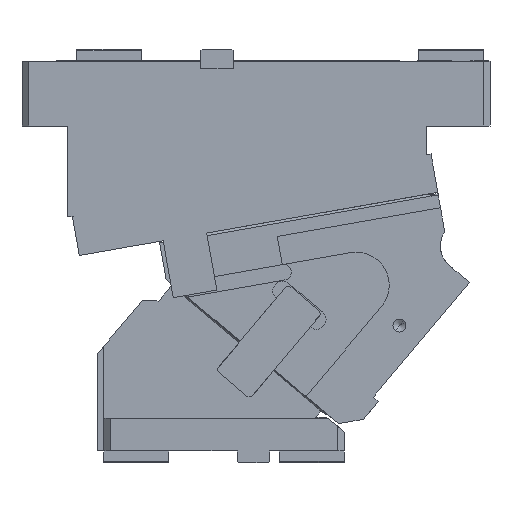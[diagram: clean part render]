
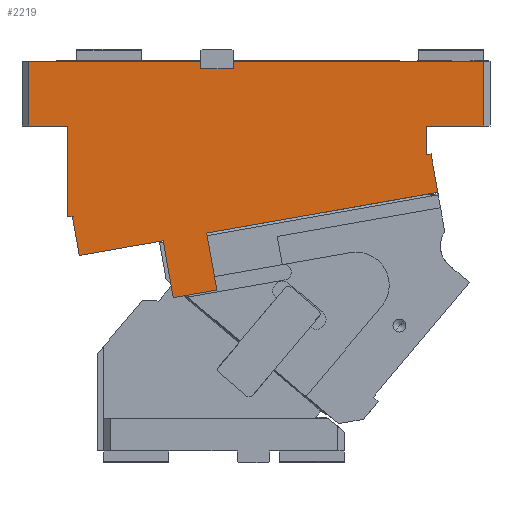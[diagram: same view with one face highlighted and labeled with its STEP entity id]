
A CAD part, front view. The second image highlights one B-rep face of the part: STEP entity #2219.
In plain terms, the highlighted planar face has unit normal (0, -1, 0).
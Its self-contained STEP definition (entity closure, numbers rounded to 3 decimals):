
#256=CARTESIAN_POINT('Vertex',(319.854,-82.5,-101.016)) ;
#259=CARTESIAN_POINT('Line Origine',(230.975,-82.5,-116.688)) ;
#263=CARTESIAN_POINT('Vertex',(142.096,-82.5,-132.359)) ;
#284=CARTESIAN_POINT('Vertex',(108.613,-82.5,-138.264)) ;
#287=CARTESIAN_POINT('Line Origine',(76.36,-82.5,-143.95)) ;
#291=CARTESIAN_POINT('Vertex',(44.108,-82.5,-149.637)) ;
#459=CARTESIAN_POINT('Vertex',(38.899,-82.5,-120.093)) ;
#467=CARTESIAN_POINT('Line Origine',(41.503,-82.5,-134.865)) ;
#526=CARTESIAN_POINT('Line Origine',(39.163,-82.5,-120.047)) ;
#530=CARTESIAN_POINT('Vertex',(39.427,-82.5,-120.)) ;
#929=CARTESIAN_POINT('Vertex',(35.,-82.5,-50.)) ;
#932=CARTESIAN_POINT('Line Origine',(20.,-82.5,-50.)) ;
#936=CARTESIAN_POINT('Vertex',(5.,-82.5,-50.)) ;
#1111=CARTESIAN_POINT('Vertex',(5.,-82.5,0.)) ;
#1114=CARTESIAN_POINT('Line Origine',(71.25,-82.5,0.)) ;
#1118=CARTESIAN_POINT('Vertex',(137.5,-82.5,0.)) ;
#1460=CARTESIAN_POINT('Vertex',(355.,-82.5,0.)) ;
#1638=CARTESIAN_POINT('Vertex',(162.5,-82.5,0.)) ;
#1641=CARTESIAN_POINT('Line Origine',(258.75,-82.5,0.)) ;
#1775=CARTESIAN_POINT('Vertex',(355.,-82.5,-50.)) ;
#1778=CARTESIAN_POINT('Line Origine',(333.,-82.5,-50.)) ;
#1782=CARTESIAN_POINT('Vertex',(311.,-82.5,-50.)) ;
#1865=CARTESIAN_POINT('Line Origine',(311.,-82.5,-61.057)) ;
#1869=CARTESIAN_POINT('Vertex',(311.,-82.5,-72.114)) ;
#2103=CARTESIAN_POINT('Vertex',(314.645,-82.5,-71.472)) ;
#2106=CARTESIAN_POINT('Line Origine',(317.249,-82.5,-86.244)) ;
#2118=CARTESIAN_POINT('Axis2P3D Location',(0.,-82.5,0.)) ;
#2123=CARTESIAN_POINT('Line Origine',(145.96,-82.5,-154.271)) ;
#2127=CARTESIAN_POINT('Vertex',(149.824,-82.5,-176.183)) ;
#2130=CARTESIAN_POINT('Line Origine',(312.822,-82.5,-71.793)) ;
#2135=CARTESIAN_POINT('Line Origine',(355.,-82.5,-25.)) ;
#2140=CARTESIAN_POINT('Line Origine',(162.5,-82.5,-3.)) ;
#2144=CARTESIAN_POINT('Vertex',(162.5,-82.5,-6.)) ;
#2147=CARTESIAN_POINT('Line Origine',(150.,-82.5,-6.)) ;
#2151=CARTESIAN_POINT('Vertex',(137.5,-82.5,-6.)) ;
#2154=CARTESIAN_POINT('Line Origine',(137.5,-82.5,-3.)) ;
#2159=CARTESIAN_POINT('Line Origine',(5.,-82.5,-25.)) ;
#2164=CARTESIAN_POINT('Line Origine',(35.,-82.5,-52.5)) ;
#2168=CARTESIAN_POINT('Vertex',(35.,-82.5,-55.)) ;
#2171=CARTESIAN_POINT('Line Origine',(35.,-82.5,-87.5)) ;
#2175=CARTESIAN_POINT('Vertex',(35.,-82.5,-120.)) ;
#2178=CARTESIAN_POINT('Line Origine',(37.214,-82.5,-120.)) ;
#2183=CARTESIAN_POINT('Line Origine',(112.477,-82.5,-160.175)) ;
#2187=CARTESIAN_POINT('Vertex',(116.34,-82.5,-182.087)) ;
#2190=CARTESIAN_POINT('Line Origine',(133.082,-82.5,-179.135)) ;
#260=DIRECTION('Vector Direction',(-0.985,0.,-0.174)) ;
#288=DIRECTION('Vector Direction',(-0.985,0.,-0.174)) ;
#468=DIRECTION('Vector Direction',(-0.174,0.,0.985)) ;
#527=DIRECTION('Vector Direction',(0.985,0.,0.174)) ;
#933=DIRECTION('Vector Direction',(1.,0.,0.)) ;
#1115=DIRECTION('Vector Direction',(1.,0.,0.)) ;
#1642=DIRECTION('Vector Direction',(1.,0.,0.)) ;
#1779=DIRECTION('Vector Direction',(-1.,0.,0.)) ;
#1866=DIRECTION('Vector Direction',(0.,0.,-1.)) ;
#2107=DIRECTION('Vector Direction',(0.174,0.,-0.985)) ;
#2119=DIRECTION('Axis2P3D Direction',(0.,1.,0.)) ;
#2120=DIRECTION('Axis2P3D XDirection',(0.,0.,1.)) ;
#2124=DIRECTION('Vector Direction',(-0.174,0.,0.985)) ;
#2131=DIRECTION('Vector Direction',(0.985,0.,0.174)) ;
#2136=DIRECTION('Vector Direction',(0.,0.,1.)) ;
#2141=DIRECTION('Vector Direction',(0.,0.,-1.)) ;
#2148=DIRECTION('Vector Direction',(1.,0.,0.)) ;
#2155=DIRECTION('Vector Direction',(0.,0.,1.)) ;
#2160=DIRECTION('Vector Direction',(0.,0.,-1.)) ;
#2165=DIRECTION('Vector Direction',(0.,0.,-1.)) ;
#2172=DIRECTION('Vector Direction',(0.,0.,-1.)) ;
#2179=DIRECTION('Vector Direction',(1.,0.,0.)) ;
#2184=DIRECTION('Vector Direction',(-0.174,0.,0.985)) ;
#2191=DIRECTION('Vector Direction',(0.985,0.,0.174)) ;
#2121=AXIS2_PLACEMENT_3D('Plane Axis2P3D',#2118,#2119,#2120) ;
#2196=ORIENTED_EDGE('',*,*,#2129,.T.) ;
#2197=ORIENTED_EDGE('',*,*,#265,.T.) ;
#2198=ORIENTED_EDGE('',*,*,#2110,.T.) ;
#2199=ORIENTED_EDGE('',*,*,#2134,.T.) ;
#2200=ORIENTED_EDGE('',*,*,#1871,.F.) ;
#2201=ORIENTED_EDGE('',*,*,#1784,.F.) ;
#2202=ORIENTED_EDGE('',*,*,#2139,.T.) ;
#2203=ORIENTED_EDGE('',*,*,#1645,.F.) ;
#2204=ORIENTED_EDGE('',*,*,#2146,.T.) ;
#2205=ORIENTED_EDGE('',*,*,#2153,.F.) ;
#2206=ORIENTED_EDGE('',*,*,#2158,.T.) ;
#2207=ORIENTED_EDGE('',*,*,#1120,.F.) ;
#2208=ORIENTED_EDGE('',*,*,#2163,.T.) ;
#2209=ORIENTED_EDGE('',*,*,#938,.T.) ;
#2210=ORIENTED_EDGE('',*,*,#2170,.T.) ;
#2211=ORIENTED_EDGE('',*,*,#2177,.T.) ;
#2212=ORIENTED_EDGE('',*,*,#2182,.T.) ;
#2213=ORIENTED_EDGE('',*,*,#532,.T.) ;
#2214=ORIENTED_EDGE('',*,*,#471,.T.) ;
#2215=ORIENTED_EDGE('',*,*,#293,.T.) ;
#2216=ORIENTED_EDGE('',*,*,#2189,.F.) ;
#2217=ORIENTED_EDGE('',*,*,#2194,.T.) ;
#261=VECTOR('Line Direction',#260,1.) ;
#289=VECTOR('Line Direction',#288,1.) ;
#469=VECTOR('Line Direction',#468,1.) ;
#528=VECTOR('Line Direction',#527,1.) ;
#934=VECTOR('Line Direction',#933,1.) ;
#1116=VECTOR('Line Direction',#1115,1.) ;
#1643=VECTOR('Line Direction',#1642,1.) ;
#1780=VECTOR('Line Direction',#1779,1.) ;
#1867=VECTOR('Line Direction',#1866,1.) ;
#2108=VECTOR('Line Direction',#2107,1.) ;
#2125=VECTOR('Line Direction',#2124,1.) ;
#2132=VECTOR('Line Direction',#2131,1.) ;
#2137=VECTOR('Line Direction',#2136,1.) ;
#2142=VECTOR('Line Direction',#2141,1.) ;
#2149=VECTOR('Line Direction',#2148,1.) ;
#2156=VECTOR('Line Direction',#2155,1.) ;
#2161=VECTOR('Line Direction',#2160,1.) ;
#2166=VECTOR('Line Direction',#2165,1.) ;
#2173=VECTOR('Line Direction',#2172,1.) ;
#2180=VECTOR('Line Direction',#2179,1.) ;
#2185=VECTOR('Line Direction',#2184,1.) ;
#2192=VECTOR('Line Direction',#2191,1.) ;
#2219=ADVANCED_FACE('CAM HOLDER',(#2218),#2122,.F.) ;
#265=EDGE_CURVE('',#264,#257,#262,.F.) ;
#293=EDGE_CURVE('',#292,#285,#290,.F.) ;
#471=EDGE_CURVE('',#460,#292,#470,.F.) ;
#532=EDGE_CURVE('',#531,#460,#529,.F.) ;
#938=EDGE_CURVE('',#937,#930,#935,.T.) ;
#1120=EDGE_CURVE('',#1112,#1119,#1117,.T.) ;
#1645=EDGE_CURVE('',#1639,#1461,#1644,.T.) ;
#1784=EDGE_CURVE('',#1776,#1783,#1781,.T.) ;
#1871=EDGE_CURVE('',#1783,#1870,#1868,.T.) ;
#2110=EDGE_CURVE('',#257,#2104,#2109,.F.) ;
#2129=EDGE_CURVE('',#2128,#264,#2126,.T.) ;
#2134=EDGE_CURVE('',#2104,#1870,#2133,.F.) ;
#2139=EDGE_CURVE('',#1776,#1461,#2138,.T.) ;
#2146=EDGE_CURVE('',#1639,#2145,#2143,.T.) ;
#2153=EDGE_CURVE('',#2152,#2145,#2150,.T.) ;
#2158=EDGE_CURVE('',#2152,#1119,#2157,.T.) ;
#2163=EDGE_CURVE('',#1112,#937,#2162,.T.) ;
#2170=EDGE_CURVE('',#930,#2169,#2167,.T.) ;
#2177=EDGE_CURVE('',#2169,#2176,#2174,.T.) ;
#2182=EDGE_CURVE('',#2176,#531,#2181,.T.) ;
#2189=EDGE_CURVE('',#2188,#285,#2186,.T.) ;
#2194=EDGE_CURVE('',#2188,#2128,#2193,.T.) ;
#2195=EDGE_LOOP('',(#2196,#2197,#2198,#2199,#2200,#2201,#2202,#2203,#2204,#2205,#2206,#2207,#2208,#2209,#2210,#2211,#2212,#2213,#2214,#2215,#2216,#2217)) ;
#2218=FACE_OUTER_BOUND('',#2195,.T.) ;
#262=LINE('Line',#259,#261) ;
#290=LINE('Line',#287,#289) ;
#470=LINE('Line',#467,#469) ;
#529=LINE('Line',#526,#528) ;
#935=LINE('Line',#932,#934) ;
#1117=LINE('Line',#1114,#1116) ;
#1644=LINE('Line',#1641,#1643) ;
#1781=LINE('Line',#1778,#1780) ;
#1868=LINE('Line',#1865,#1867) ;
#2109=LINE('Line',#2106,#2108) ;
#2126=LINE('Line',#2123,#2125) ;
#2133=LINE('Line',#2130,#2132) ;
#2138=LINE('Line',#2135,#2137) ;
#2143=LINE('Line',#2140,#2142) ;
#2150=LINE('Line',#2147,#2149) ;
#2157=LINE('Line',#2154,#2156) ;
#2162=LINE('Line',#2159,#2161) ;
#2167=LINE('Line',#2164,#2166) ;
#2174=LINE('Line',#2171,#2173) ;
#2181=LINE('Line',#2178,#2180) ;
#2186=LINE('Line',#2183,#2185) ;
#2193=LINE('Line',#2190,#2192) ;
#2122=PLANE('Plane',#2121) ;
#257=VERTEX_POINT('',#256) ;
#264=VERTEX_POINT('',#263) ;
#285=VERTEX_POINT('',#284) ;
#292=VERTEX_POINT('',#291) ;
#460=VERTEX_POINT('',#459) ;
#531=VERTEX_POINT('',#530) ;
#930=VERTEX_POINT('',#929) ;
#937=VERTEX_POINT('',#936) ;
#1112=VERTEX_POINT('',#1111) ;
#1119=VERTEX_POINT('',#1118) ;
#1461=VERTEX_POINT('',#1460) ;
#1639=VERTEX_POINT('',#1638) ;
#1776=VERTEX_POINT('',#1775) ;
#1783=VERTEX_POINT('',#1782) ;
#1870=VERTEX_POINT('',#1869) ;
#2104=VERTEX_POINT('',#2103) ;
#2128=VERTEX_POINT('',#2127) ;
#2145=VERTEX_POINT('',#2144) ;
#2152=VERTEX_POINT('',#2151) ;
#2169=VERTEX_POINT('',#2168) ;
#2176=VERTEX_POINT('',#2175) ;
#2188=VERTEX_POINT('',#2187) ;
